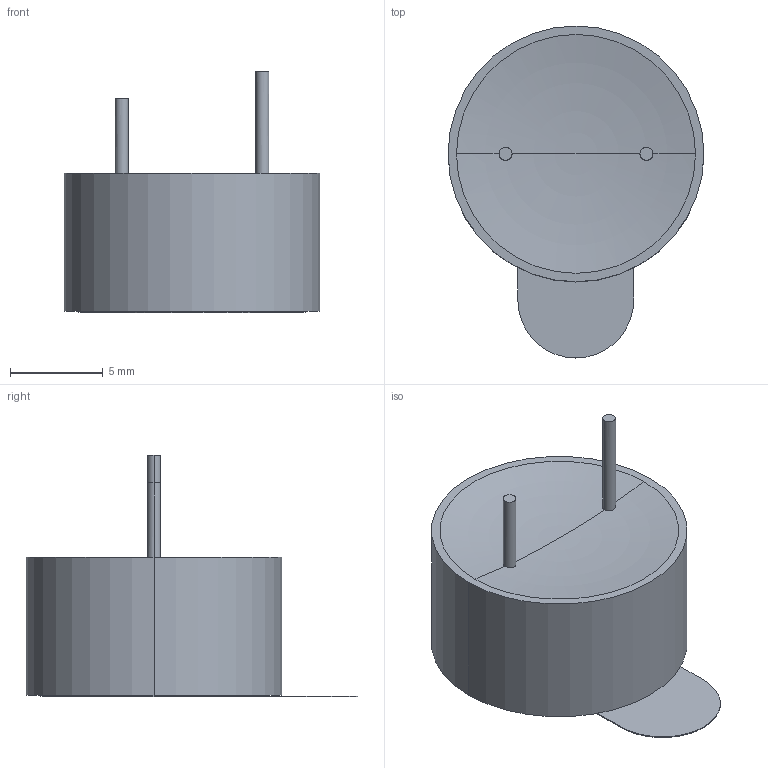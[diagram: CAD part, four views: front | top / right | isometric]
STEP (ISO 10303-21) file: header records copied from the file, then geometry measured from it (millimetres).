
FILE_DESCRIPTION (( 'STEP AP203' ), '1' );
FILE_NAME ('pui_speaker_AI-1433-TWT-R.STEP', '2013-01-20T10:39:13', ( 'DJ' ), ( '' ), 'SwSTEP 2.0', 'SolidWorks 2011', '' );
FILE_SCHEMA (( 'CONFIG_CONTROL_DESIGN' ));
Length unit declared in the file: millimetre
Products named in the file (1): pui_speaker_AI-1433-TWT-R
Bounding box: 13.8 x 17.9 x 13.05 mm (x, y, z)
Volume: 809.1 mm3; surface area: 1006.2 mm2
Topology: 1 solids, 2 shells, 57 faces, 138 edges, 89 vertices
Faces by surface type: plane 29, cylinder 26, torus 2
Entity records: 1771 total; most frequent: CARTESIAN_POINT 319, DIRECTION 306, ORIENTED_EDGE 272, EDGE_CURVE 136, AXIS2_PLACEMENT_3D 116, VERTEX_POINT 89, VECTOR 74, LINE 74
